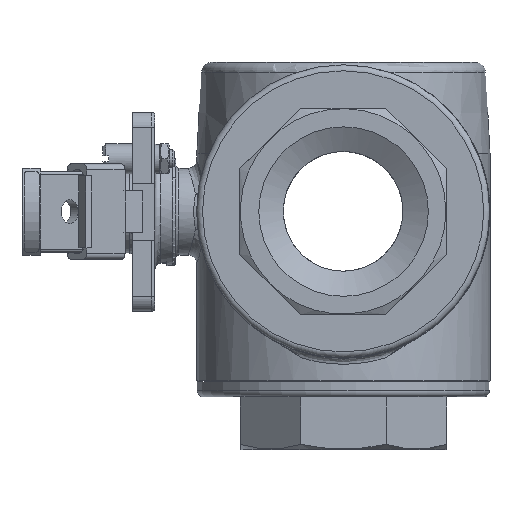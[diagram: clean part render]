
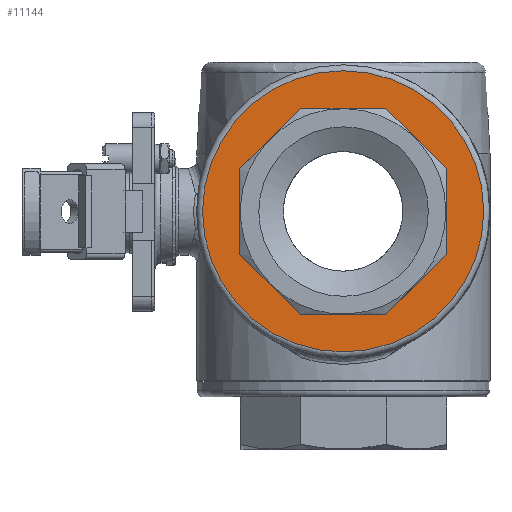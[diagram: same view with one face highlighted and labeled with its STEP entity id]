
A CAD part, left-side view. The second image highlights one B-rep face of the part: STEP entity #11144.
In plain terms, the highlighted face is planar.
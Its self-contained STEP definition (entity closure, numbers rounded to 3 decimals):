
#241=LINE('',#15619,#1138);
#243=LINE('',#15629,#1140);
#245=LINE('',#15641,#1142);
#247=LINE('',#15651,#1144);
#249=LINE('',#15661,#1146);
#251=LINE('',#15671,#1148);
#253=LINE('',#15683,#1150);
#255=LINE('',#15692,#1152);
#1138=VECTOR('',#12912,1000.);
#1140=VECTOR('',#12916,1000.);
#1142=VECTOR('',#12920,1000.);
#1144=VECTOR('',#12924,1000.);
#1146=VECTOR('',#12928,1000.);
#1148=VECTOR('',#12932,1000.);
#1150=VECTOR('',#12936,1000.);
#1152=VECTOR('',#12940,1000.);
#2732=ORIENTED_EDGE('',*,*,#6052,.F.);
#2733=ORIENTED_EDGE('',*,*,#6049,.F.);
#2734=ORIENTED_EDGE('',*,*,#6046,.F.);
#2735=ORIENTED_EDGE('',*,*,#6043,.F.);
#2736=ORIENTED_EDGE('',*,*,#6040,.F.);
#2737=ORIENTED_EDGE('',*,*,#6037,.F.);
#2738=ORIENTED_EDGE('',*,*,#6034,.F.);
#2739=ORIENTED_EDGE('',*,*,#6055,.F.);
#2740=ORIENTED_EDGE('',*,*,#6056,.T.);
#6034=EDGE_CURVE('',#7702,#7703,#241,.T.);
#6037=EDGE_CURVE('',#7703,#7705,#243,.T.);
#6040=EDGE_CURVE('',#7705,#7707,#245,.T.);
#6043=EDGE_CURVE('',#7707,#7709,#247,.T.);
#6046=EDGE_CURVE('',#7709,#7711,#249,.T.);
#6049=EDGE_CURVE('',#7711,#7713,#251,.T.);
#6052=EDGE_CURVE('',#7713,#7715,#253,.T.);
#6055=EDGE_CURVE('',#7715,#7702,#255,.T.);
#6056=EDGE_CURVE('',#7716,#7716,#8821,.T.);
#7702=VERTEX_POINT('',#15618);
#7703=VERTEX_POINT('',#15620);
#7705=VERTEX_POINT('',#15630);
#7707=VERTEX_POINT('',#15642);
#7709=VERTEX_POINT('',#15652);
#7711=VERTEX_POINT('',#15662);
#7713=VERTEX_POINT('',#15672);
#7715=VERTEX_POINT('',#15684);
#7716=VERTEX_POINT('',#15695);
#8821=CIRCLE('',#11986,47.);
#9178=EDGE_LOOP('',(#2732,#2733,#2734,#2735,#2736,#2737,#2738,#2739));
#9179=EDGE_LOOP('',(#2740));
#9999=FACE_BOUND('',#9178,.T.);
#10000=FACE_BOUND('',#9179,.T.);
#10809=PLANE('',#11985);
#11144=ADVANCED_FACE('',(#9999,#10000),#10809,.T.);
#11985=AXIS2_PLACEMENT_3D('',#15693,#12941,#12942);
#11986=AXIS2_PLACEMENT_3D('',#15694,#12943,#12944);
#12912=DIRECTION('',(-1.,0.,0.));
#12916=DIRECTION('',(-0.707,-0.707,0.));
#12920=DIRECTION('',(0.,-1.,0.));
#12924=DIRECTION('',(0.707,-0.707,0.));
#12928=DIRECTION('',(1.,0.,0.));
#12932=DIRECTION('',(0.707,0.707,0.));
#12936=DIRECTION('',(0.,1.,0.));
#12940=DIRECTION('',(-0.707,0.707,0.));
#12941=DIRECTION('',(0.,0.,1.));
#12942=DIRECTION('',(1.,0.,0.));
#12943=DIRECTION('',(0.,0.,1.));
#12944=DIRECTION('',(1.,0.,0.));
#15618=CARTESIAN_POINT('',(14.29,34.5,30.4));
#15619=CARTESIAN_POINT('',(14.29,34.5,30.4));
#15620=CARTESIAN_POINT('',(-14.29,34.5,30.4));
#15629=CARTESIAN_POINT('',(-14.29,34.5,30.4));
#15630=CARTESIAN_POINT('',(-34.5,14.29,30.4));
#15641=CARTESIAN_POINT('',(-34.5,14.29,30.4));
#15642=CARTESIAN_POINT('',(-34.5,-14.29,30.4));
#15651=CARTESIAN_POINT('',(-34.5,-14.29,30.4));
#15652=CARTESIAN_POINT('',(-14.29,-34.5,30.4));
#15661=CARTESIAN_POINT('',(-14.29,-34.5,30.4));
#15662=CARTESIAN_POINT('',(14.29,-34.5,30.4));
#15671=CARTESIAN_POINT('',(14.29,-34.5,30.4));
#15672=CARTESIAN_POINT('',(34.5,-14.29,30.4));
#15683=CARTESIAN_POINT('',(34.5,-14.29,30.4));
#15684=CARTESIAN_POINT('',(34.5,14.29,30.4));
#15692=CARTESIAN_POINT('',(34.5,14.29,30.4));
#15693=CARTESIAN_POINT('',(0.,0.,30.4));
#15694=CARTESIAN_POINT('',(0.,0.,30.4));
#15695=CARTESIAN_POINT('',(47.,0.,30.4));
